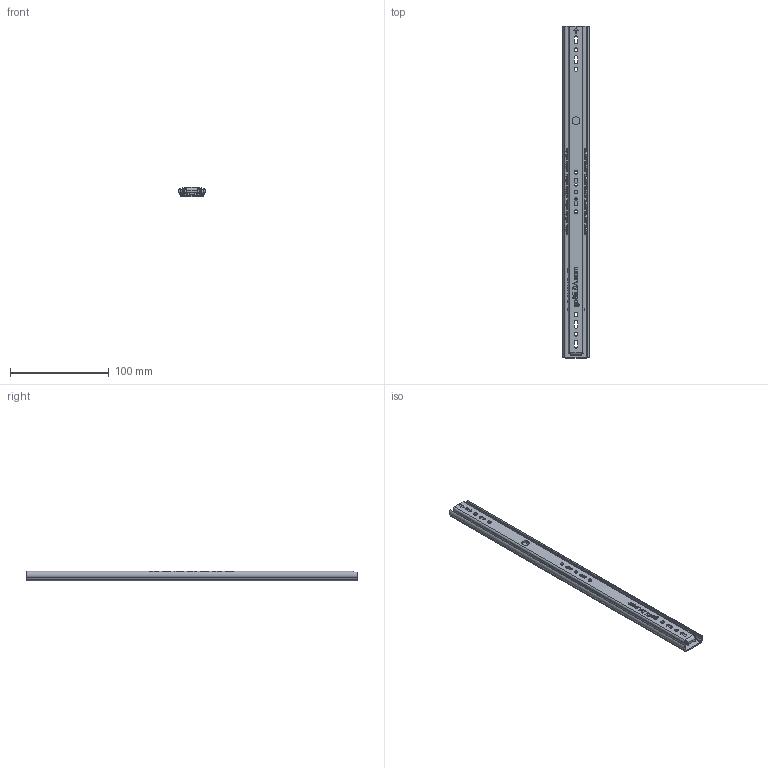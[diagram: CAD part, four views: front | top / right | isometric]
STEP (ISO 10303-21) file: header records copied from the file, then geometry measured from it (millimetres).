
FILE_DESCRIPTION (( 'STEP AP203' ), '1' );
FILE_NAME ('2500-0014-0336 assembly.STEP', '2023-08-28T16:13:04', ( '' ), ( '' ), 'SwSTEP 2.0', 'SolidWorks 2016', '' );
FILE_SCHEMA (( 'CONFIG_CONTROL_DESIGN' ));
Length unit declared in the file: millimetre
Products named in the file (6): 2500-0014-0336 assembly; 2500-0014-0336 Outside; 2500-0014-0336 Ball Carriage; Ball Bearing for 2500-0014-0336; Ball Cage for 2500-0014-0336; 2500-0014-0336 Inside
Assembly tree (11 placements, depth 3):
  2500-0014-0336 assembly
    2500-0014-0336 Inside
    2500-0014-0336 Outside
    2500-0014-0336 Ball Carriage
      Ball Cage for 2500-0014-0336
      Ball Bearing for 2500-0014-0336  x7
Bounding box: 26.99 x 336 x 9.5 mm (x, y, z)
Volume: 14413.3 mm3; surface area: 50139.7 mm2
Topology: 16 solids, 31 shells, 1309 faces, 3565 edges, 2344 vertices
Faces by surface type: plane 771, bspline 238, cylinder 180, sphere 84, cone 28, torus 8
Entity records: 43973 total; most frequent: CARTESIAN_POINT 12938, ORIENTED_EDGE 6710, DIRECTION 5439, EDGE_CURVE 3367, LINE 2237, VECTOR 2237, VERTEX_POINT 2228, AXIS2_PLACEMENT_3D 1601
